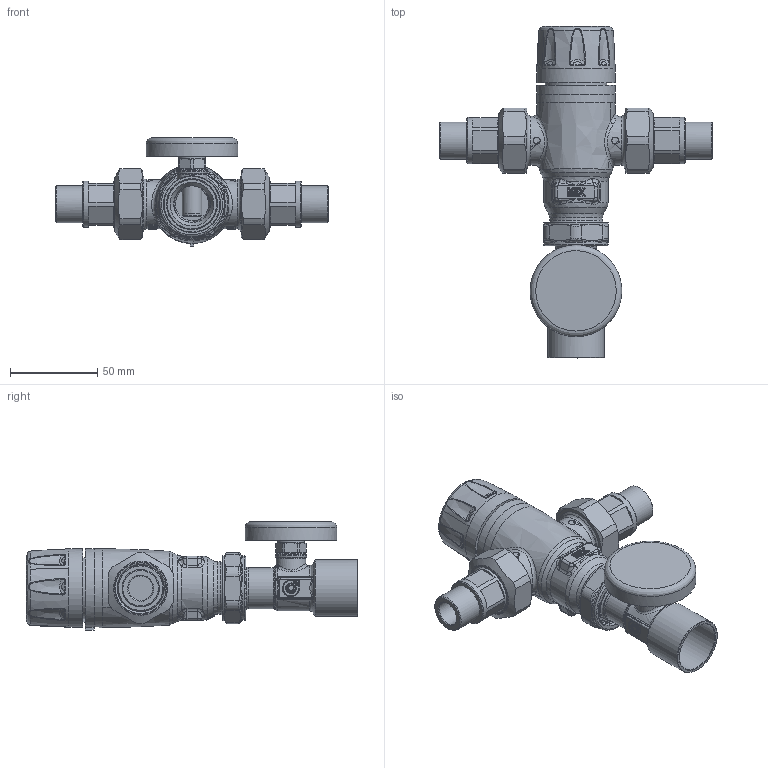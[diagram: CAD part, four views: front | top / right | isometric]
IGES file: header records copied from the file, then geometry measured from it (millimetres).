
Global section: file name: 521619A; native system: Autodesk Inventor 2024; preprocessor: unknown; author: ischreiner; date: 20250625.103928; units: inch
Bounding box: 156 x 189.85 x 61.89 mm (x, y, z)
Volume: 263853 mm3; surface area: 71156 mm2
Topology: 9 solids, 9 shells, 1779 faces, 4164 edges, 2309 vertices
Faces by surface type: bspline 1779
